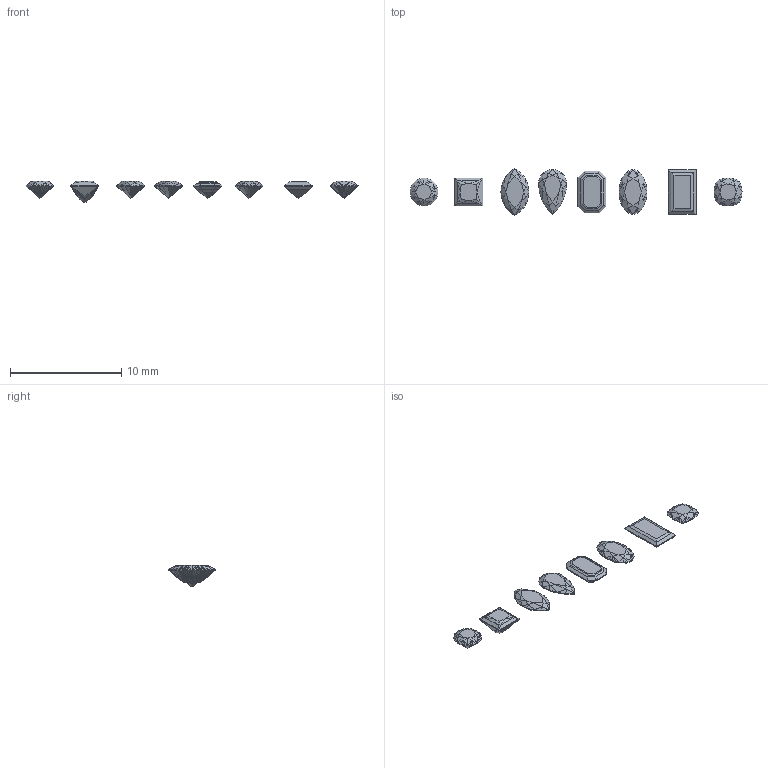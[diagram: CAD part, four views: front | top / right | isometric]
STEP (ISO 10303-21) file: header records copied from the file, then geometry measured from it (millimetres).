
FILE_DESCRIPTION (( 'STEP AP214' ), '1' );
FILE_NAME ('Formes principales de pierre lynkoa.STEP', '2022-10-24T13:41:30', ( '' ), ( '' ), 'SwSTEP 2.0', 'SolidWorks 2022', '' );
FILE_SCHEMA (( 'AUTOMOTIVE_DESIGN' ));
Length unit declared in the file: millimetre
Products named in the file (1): Formes principales de pierre lynkoa
Bounding box: 29.81 x 4.25 x 1.96 mm (x, y, z)
Volume: 43 mm3; surface area: 148.3 mm2
Topology: 8 solids, 8 shells, 736 faces, 1309 edges, 589 vertices
Faces by surface type: plane 679, bspline 57
Entity records: 16362 total; most frequent: CARTESIAN_POINT 2806, DIRECTION 2669, ORIENTED_EDGE 2618, EDGE_CURVE 1309, LINE 1309, VECTOR 1309, EDGE_LOOP 736, ADVANCED_FACE 736
